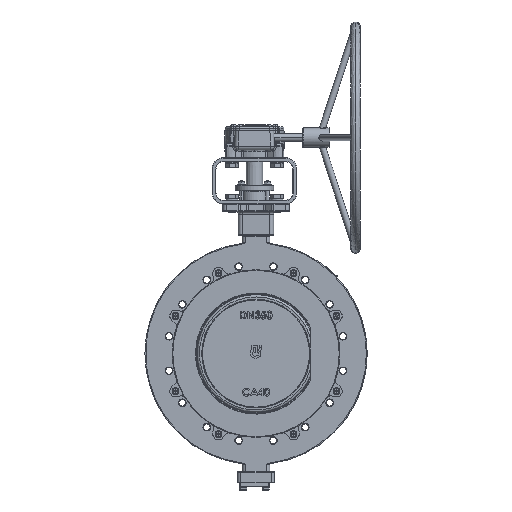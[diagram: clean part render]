
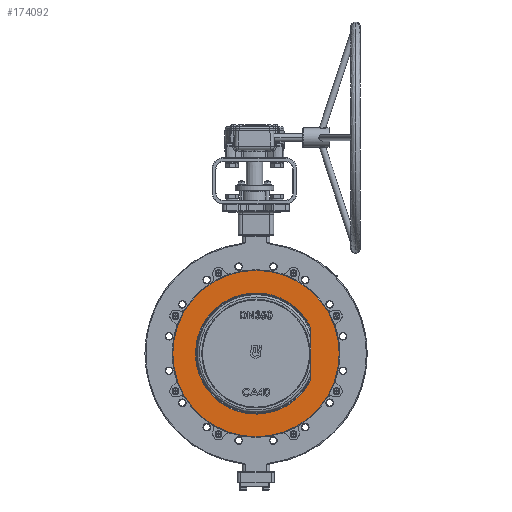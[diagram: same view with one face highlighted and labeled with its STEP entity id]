
A CAD part, front view. The second image highlights one B-rep face of the part: STEP entity #174092.
In plain terms, the highlighted planar face has unit normal (0, -1, 0).
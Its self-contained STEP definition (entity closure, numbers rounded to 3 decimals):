
#173228=CARTESIAN_POINT('',(216.,-56.5,0.));
#173229=VERTEX_POINT('',#173228);
#173236=CARTESIAN_POINT('',(-216.,-56.5,0.));
#173237=VERTEX_POINT('',#173236);
#173238=CARTESIAN_POINT('',(-0.,-56.5,0.));
#173239=DIRECTION('',(-0.,1.,-0.));
#173240=DIRECTION('',(1.,-0.,-0.));
#173241=AXIS2_PLACEMENT_3D('',#173238,#173239,#173240);
#173242=CIRCLE('',#173241,216.);
#173243=EDGE_CURVE('NONE',#173229,#173237,#173242,.T.);
#173978=CARTESIAN_POINT('',(-0.,-56.5,0.));
#173979=DIRECTION('',(0.,1.,-0.));
#173980=DIRECTION('',(1.,-0.,-0.));
#173981=AXIS2_PLACEMENT_3D('',#173978,#173979,#173980);
#173982=PLANE('',#173981);
#173983=CARTESIAN_POINT('',(-157.125,-56.5,-0.));
#173984=VERTEX_POINT('',#173983);
#173985=CARTESIAN_POINT('',(141.278,-56.5,68.766));
#173986=VERTEX_POINT('',#173985);
#173987=CARTESIAN_POINT('',(-157.125,-56.5,-0.));
#173988=CARTESIAN_POINT('',(-157.098,-56.5,26.731));
#173989=CARTESIAN_POINT('',(-148.337,-56.5,51.812));
#173990=CARTESIAN_POINT('',(-143.972,-56.5,64.307));
#173991=CARTESIAN_POINT('',(-137.581,-56.5,75.892));
#173992=CARTESIAN_POINT('',(-131.192,-56.5,87.476));
#173993=CARTESIAN_POINT('',(-122.955,-56.5,97.828));
#173994=CARTESIAN_POINT('',(-114.714,-56.5,108.185));
#173995=CARTESIAN_POINT('',(-104.858,-56.5,117.017));
#173996=CARTESIAN_POINT('',(-95.005,-56.5,125.847));
#173997=CARTESIAN_POINT('',(-83.819,-56.5,132.901));
#173998=CARTESIAN_POINT('',(-72.621,-56.5,139.963));
#173999=CARTESIAN_POINT('',(-60.404,-56.5,145.05));
#174000=CARTESIAN_POINT('',(-48.196,-56.5,150.135));
#174001=CARTESIAN_POINT('',(-35.306,-56.5,153.107));
#174002=CARTESIAN_POINT('',(-22.409,-56.5,156.081));
#174003=CARTESIAN_POINT('',(-9.192,-56.5,156.856));
#174004=CARTESIAN_POINT('',(4.009,-56.5,157.63));
#174005=CARTESIAN_POINT('',(17.156,-56.5,156.186));
#174006=CARTESIAN_POINT('',(30.315,-56.5,154.74));
#174007=CARTESIAN_POINT('',(43.049,-56.5,151.113));
#174008=CARTESIAN_POINT('',(55.764,-56.5,147.491));
#174009=CARTESIAN_POINT('',(67.699,-56.5,141.792));
#174010=CARTESIAN_POINT('',(79.644,-56.5,136.089));
#174011=CARTESIAN_POINT('',(90.473,-56.5,128.463));
#174012=CARTESIAN_POINT('',(101.277,-56.5,120.855));
#174013=CARTESIAN_POINT('',(110.669,-56.5,111.537));
#174014=CARTESIAN_POINT('',(120.064,-56.5,102.217));
#174015=CARTESIAN_POINT('',(127.781,-56.5,91.434));
#174016=CARTESIAN_POINT('',(135.471,-56.5,80.689));
#174017=CARTESIAN_POINT('',(141.278,-56.5,68.766));
#174018=B_SPLINE_CURVE_WITH_KNOTS('',2,(#173987,#173988,#173989,#173990,#173991,#173992,#173993,#173994,#173995,#173996,#173997,#173998,#173999,#174000,#174001,#174002,#174003,#174004,#174005,#174006,#174007,#174008,#174009,#174010,#174011,#174012,
#174013,#174014,#174015,#174016,#174017),.UNSPECIFIED.,.F.,.F.,(3,2,2,2,2,2,2,2,2,2,2,2,2,2,2,3),(0.,0.125,0.188,0.25,0.313,0.375,0.438,0.5,0.563,0.625,0.688,0.75,0.813,0.875,0.938,1.),.UNSPECIFIED.);
#174019=EDGE_CURVE('',#173984,#173986,#174018,.T.);
#174020=ORIENTED_EDGE('',*,*,#174019,.T.);
#174021=CARTESIAN_POINT('',(142.375,-56.5,64.006));
#174022=VERTEX_POINT('',#174021);
#174023=CARTESIAN_POINT('',(131.5,-56.5,64.006));
#174024=DIRECTION('',(0.,1.,-0.));
#174025=DIRECTION('',(0.,0.,1.));
#174026=AXIS2_PLACEMENT_3D('',#174023,#174024,#174025);
#174027=CIRCLE('',#174026,10.875);
#174028=EDGE_CURVE('',#173986,#174022,#174027,.T.);
#174029=ORIENTED_EDGE('',*,*,#174028,.T.);
#174030=CARTESIAN_POINT('',(142.375,-56.5,-64.006));
#174031=VERTEX_POINT('',#174030);
#174032=CARTESIAN_POINT('',(142.375,-56.5,64.006));
#174033=DIRECTION('',(-0.,-0.,-1.));
#174034=VECTOR('',#174033,128.013);
#174035=LINE('',#174032,#174034);
#174036=EDGE_CURVE('',#174022,#174031,#174035,.T.);
#174037=ORIENTED_EDGE('',*,*,#174036,.T.);
#174038=CARTESIAN_POINT('',(141.278,-56.5,-68.766));
#174039=VERTEX_POINT('',#174038);
#174040=CARTESIAN_POINT('',(142.375,-56.5,-64.006));
#174041=CARTESIAN_POINT('',(142.377,-56.5,-66.515));
#174042=CARTESIAN_POINT('',(141.278,-56.5,-68.766));
#174043=B_SPLINE_CURVE_WITH_KNOTS('',2,(#174040,#174041,#174042),.UNSPECIFIED.,.F.,.F.,(3,3),(0.,1.),.UNSPECIFIED.);
#174044=EDGE_CURVE('',#174031,#174039,#174043,.T.);
#174045=ORIENTED_EDGE('',*,*,#174044,.T.);
#174046=CARTESIAN_POINT('',(141.278,-56.5,-68.766));
#174047=CARTESIAN_POINT('',(129.555,-56.5,-92.789));
#174048=CARTESIAN_POINT('',(110.701,-56.5,-111.506));
#174049=CARTESIAN_POINT('',(101.307,-56.5,-120.831));
#174050=CARTESIAN_POINT('',(90.491,-56.5,-128.451));
#174051=CARTESIAN_POINT('',(79.676,-56.5,-136.07));
#174052=CARTESIAN_POINT('',(67.74,-56.5,-141.773));
#174053=CARTESIAN_POINT('',(55.797,-56.5,-147.479));
#174054=CARTESIAN_POINT('',(43.071,-56.5,-151.107));
#174055=CARTESIAN_POINT('',(30.346,-56.5,-154.733));
#174056=CARTESIAN_POINT('',(17.202,-56.5,-156.181));
#174057=CARTESIAN_POINT('',(4.042,-56.5,-157.63));
#174058=CARTESIAN_POINT('',(-9.169,-56.5,-156.857));
#174059=CARTESIAN_POINT('',(-22.371,-56.5,-156.086));
#174060=CARTESIAN_POINT('',(-35.262,-56.5,-153.117));
#174061=CARTESIAN_POINT('',(-48.16,-56.5,-150.147));
#174062=CARTESIAN_POINT('',(-60.383,-56.5,-145.059));
#174063=CARTESIAN_POINT('',(-72.591,-56.5,-139.977));
#174064=CARTESIAN_POINT('',(-83.78,-56.5,-132.925));
#174065=CARTESIAN_POINT('',(-94.979,-56.5,-125.867));
#174066=CARTESIAN_POINT('',(-104.841,-56.5,-117.032));
#174067=CARTESIAN_POINT('',(-114.689,-56.5,-108.21));
#174068=CARTESIAN_POINT('',(-122.927,-56.5,-97.863));
#174069=CARTESIAN_POINT('',(-131.171,-56.5,-87.508));
#174070=CARTESIAN_POINT('',(-137.57,-56.5,-75.912));
#174071=CARTESIAN_POINT('',(-143.955,-56.5,-64.343));
#174072=CARTESIAN_POINT('',(-148.322,-56.5,-51.854));
#174073=CARTESIAN_POINT('',(-152.69,-56.5,-39.362));
#174074=CARTESIAN_POINT('',(-154.91,-56.5,-26.289));
#174075=CARTESIAN_POINT('',(-157.122,-56.5,-13.263));
#174076=CARTESIAN_POINT('',(-157.125,-56.5,-0.));
#174077=B_SPLINE_CURVE_WITH_KNOTS('',2,(#174046,#174047,#174048,#174049,#174050,#174051,#174052,#174053,#174054,#174055,#174056,#174057,#174058,#174059,#174060,#174061,#174062,#174063,#174064,#174065,#174066,#174067,#174068,#174069,#174070,#174071,
#174072,#174073,#174074,#174075,#174076),.UNSPECIFIED.,.F.,.F.,(3,2,2,2,2,2,2,2,2,2,2,2,2,2,2,3),(0.,0.125,0.188,0.25,0.313,0.375,0.438,0.5,0.563,0.625,0.688,0.75,0.813,0.875,0.938,1.),.UNSPECIFIED.);
#174078=EDGE_CURVE('',#174039,#173984,#174077,.T.);
#174079=ORIENTED_EDGE('',*,*,#174078,.T.);
#174080=EDGE_LOOP('',(#174020,#174029,#174037,#174045,#174079));
#174081=FACE_BOUND('',#174080,.T.);
#174082=ORIENTED_EDGE('',*,*,#173243,.F.);
#174083=CARTESIAN_POINT('',(-0.,-56.5,0.));
#174084=DIRECTION('',(-0.,1.,-0.));
#174085=DIRECTION('',(1.,-0.,-0.));
#174086=AXIS2_PLACEMENT_3D('',#174083,#174084,#174085);
#174087=CIRCLE('',#174086,216.);
#174088=EDGE_CURVE('NONE',#173237,#173229,#174087,.T.);
#174089=ORIENTED_EDGE('',*,*,#174088,.F.);
#174090=EDGE_LOOP('',(#174082,#174089));
#174091=FACE_BOUND('',#174090,.T.);
#174092=ADVANCED_FACE('NONE',(#174081,#174091),#173982,.F.);
